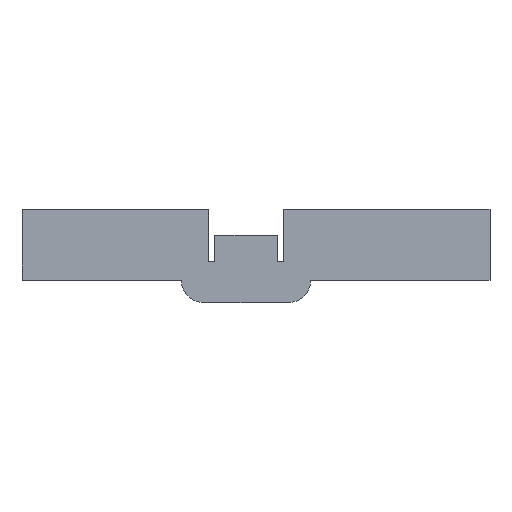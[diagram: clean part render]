
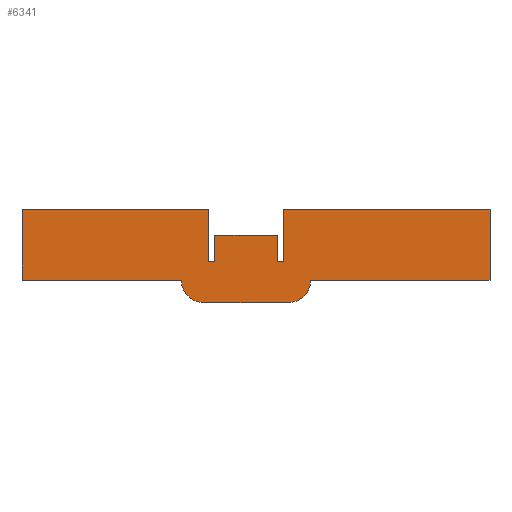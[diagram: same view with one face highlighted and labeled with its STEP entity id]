
A CAD part, front view. The second image highlights one B-rep face of the part: STEP entity #6341.
In plain terms, the highlighted planar face has unit normal (0, -1, 0).
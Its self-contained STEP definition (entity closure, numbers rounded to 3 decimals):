
#32 = VERTEX_POINT('',#33);
#33 = CARTESIAN_POINT('',(-205.,-723.305,-17.196));
#39 = EDGE_CURVE('',#32,#40,#42,.T.);
#40 = VERTEX_POINT('',#41);
#41 = CARTESIAN_POINT('',(-269.,-723.305,
    -17.196));
#42 = LINE('',#43,#44);
#43 = CARTESIAN_POINT('',(-194.,-723.305,-17.196));
#44 = VECTOR('',#45,1.);
#45 = DIRECTION('',(-1.,-0.,-0.));
#103 = EDGE_CURVE('',#40,#104,#106,.T.);
#104 = VERTEX_POINT('',#105);
#105 = CARTESIAN_POINT('',(-269.,-723.305,
    11.195));
#106 = LINE('',#107,#108);
#107 = CARTESIAN_POINT('',(-269.,-723.305,
    -10.095));
#108 = VECTOR('',#109,1.);
#109 = DIRECTION('',(0.,0.,1.));
#509 = EDGE_CURVE('',#510,#104,#512,.T.);
#510 = VERTEX_POINT('',#511);
#511 = CARTESIAN_POINT('',(-194.,-723.305,
    11.195));
#512 = LINE('',#513,#514);
#513 = CARTESIAN_POINT('',(-194.,-723.305,11.195));
#514 = VECTOR('',#515,1.);
#515 = DIRECTION('',(-1.,-0.,-0.));
#572 = EDGE_CURVE('',#510,#573,#575,.T.);
#573 = VERTEX_POINT('',#574);
#574 = CARTESIAN_POINT('',(-194.,-723.305,
    -9.696));
#575 = LINE('',#576,#577);
#576 = CARTESIAN_POINT('',(-194.,-723.305,
    -8.196));
#577 = VECTOR('',#578,1.);
#578 = DIRECTION('',(0.,0.,-1.));
#940 = EDGE_CURVE('',#573,#941,#943,.T.);
#941 = VERTEX_POINT('',#942);
#942 = CARTESIAN_POINT('',(-191.5,-723.305,
    -9.696));
#943 = LINE('',#944,#945);
#944 = CARTESIAN_POINT('',(-194.,-723.305,
    -9.696));
#945 = VECTOR('',#946,1.);
#946 = DIRECTION('',(1.,0.,0.));
#980 = EDGE_CURVE('',#941,#981,#983,.T.);
#981 = VERTEX_POINT('',#982);
#982 = CARTESIAN_POINT('',(-191.5,-723.305,
    0.804));
#983 = LINE('',#984,#985);
#984 = CARTESIAN_POINT('',(-191.5,-723.305,
    -8.196));
#985 = VECTOR('',#986,1.);
#986 = DIRECTION('',(0.,0.,1.));
#1003 = EDGE_CURVE('',#981,#1004,#1006,.T.);
#1004 = VERTEX_POINT('',#1005);
#1005 = CARTESIAN_POINT('',(-166.5,-723.305,
    0.804));
#1006 = LINE('',#1007,#1008);
#1007 = CARTESIAN_POINT('',(-191.5,-723.305,
    0.804));
#1008 = VECTOR('',#1009,1.);
#1009 = DIRECTION('',(1.,0.,0.));
#1033 = EDGE_CURVE('',#1004,#1034,#1036,.T.);
#1034 = VERTEX_POINT('',#1035);
#1035 = CARTESIAN_POINT('',(-166.5,-723.305,
    -9.696));
#1036 = LINE('',#1037,#1038);
#1037 = CARTESIAN_POINT('',(-166.5,-723.305,
    -8.196));
#1038 = VECTOR('',#1039,1.);
#1039 = DIRECTION('',(0.,0.,-1.));
#1064 = EDGE_CURVE('',#1034,#1065,#1067,.T.);
#1065 = VERTEX_POINT('',#1066);
#1066 = CARTESIAN_POINT('',(-164.,-723.305,
    -9.696));
#1067 = LINE('',#1068,#1069);
#1068 = CARTESIAN_POINT('',(-194.,-723.305,
    -9.696));
#1069 = VECTOR('',#1070,1.);
#1070 = DIRECTION('',(1.,0.,0.));
#1095 = EDGE_CURVE('',#1065,#1096,#1098,.T.);
#1096 = VERTEX_POINT('',#1097);
#1097 = CARTESIAN_POINT('',(-164.,-723.305,
    11.195));
#1098 = LINE('',#1099,#1100);
#1099 = CARTESIAN_POINT('',(-164.,-723.305,
    -8.196));
#1100 = VECTOR('',#1101,1.);
#1101 = DIRECTION('',(0.,0.,1.));
#1463 = EDGE_CURVE('',#1464,#1096,#1466,.T.);
#1464 = VERTEX_POINT('',#1465);
#1465 = CARTESIAN_POINT('',(-81.,-723.305,11.195));
#1466 = LINE('',#1467,#1468);
#1467 = CARTESIAN_POINT('',(-194.,-723.305,11.195));
#1468 = VECTOR('',#1469,1.);
#1469 = DIRECTION('',(-1.,-0.,-0.));
#1512 = EDGE_CURVE('',#1513,#1464,#1515,.T.);
#1513 = VERTEX_POINT('',#1514);
#1514 = CARTESIAN_POINT('',(-81.,-723.305,-17.196));
#1515 = LINE('',#1516,#1517);
#1516 = CARTESIAN_POINT('',(-81.,-723.305,-17.196));
#1517 = VECTOR('',#1518,1.);
#1518 = DIRECTION('',(0.,0.,1.));
#2208 = EDGE_CURVE('',#1513,#2209,#2211,.T.);
#2209 = VERTEX_POINT('',#2210);
#2210 = CARTESIAN_POINT('',(-153.,-723.305,-17.196));
#2211 = LINE('',#2212,#2213);
#2212 = CARTESIAN_POINT('',(-194.,-723.305,-17.196));
#2213 = VECTOR('',#2214,1.);
#2214 = DIRECTION('',(-1.,-0.,-0.));
#2623 = EDGE_CURVE('',#2624,#2209,#2626,.T.);
#2624 = VERTEX_POINT('',#2625);
#2625 = CARTESIAN_POINT('',(-162.,-723.305,-26.196));
#2626 = CIRCLE('',#2627,9.);
#2627 = AXIS2_PLACEMENT_3D('',#2628,#2629,#2630);
#2628 = CARTESIAN_POINT('',(-162.,-723.305,-17.196));
#2629 = DIRECTION('',(0.,-1.,0.));
#2630 = DIRECTION('',(1.,0.,0.));
#2657 = VERTEX_POINT('',#2658);
#2658 = CARTESIAN_POINT('',(-196.,-723.305,-26.196));
#2673 = EDGE_CURVE('',#2624,#2657,#2674,.T.);
#2674 = LINE('',#2675,#2676);
#2675 = CARTESIAN_POINT('',(-162.,-723.305,-26.196));
#2676 = VECTOR('',#2677,1.);
#2677 = DIRECTION('',(-1.,0.,0.));
#2687 = EDGE_CURVE('',#32,#2657,#2688,.T.);
#2688 = CIRCLE('',#2689,9.);
#2689 = AXIS2_PLACEMENT_3D('',#2690,#2691,#2692);
#2690 = CARTESIAN_POINT('',(-196.,-723.305,-17.196));
#2691 = DIRECTION('',(0.,-1.,0.));
#2692 = DIRECTION('',(1.,0.,0.));
#6341 = ADVANCED_FACE('',(#6342),#6360,.T.);
#6342 = FACE_BOUND('',#6343,.T.);
#6343 = EDGE_LOOP('',(#6344,#6345,#6346,#6347,#6348,#6349,#6350,#6351,
    #6352,#6353,#6354,#6355,#6356,#6357,#6358,#6359));
#6344 = ORIENTED_EDGE('',*,*,#2208,.F.);
#6345 = ORIENTED_EDGE('',*,*,#1512,.T.);
#6346 = ORIENTED_EDGE('',*,*,#1463,.T.);
#6347 = ORIENTED_EDGE('',*,*,#1095,.F.);
#6348 = ORIENTED_EDGE('',*,*,#1064,.F.);
#6349 = ORIENTED_EDGE('',*,*,#1033,.F.);
#6350 = ORIENTED_EDGE('',*,*,#1003,.F.);
#6351 = ORIENTED_EDGE('',*,*,#980,.F.);
#6352 = ORIENTED_EDGE('',*,*,#940,.F.);
#6353 = ORIENTED_EDGE('',*,*,#572,.F.);
#6354 = ORIENTED_EDGE('',*,*,#509,.T.);
#6355 = ORIENTED_EDGE('',*,*,#103,.F.);
#6356 = ORIENTED_EDGE('',*,*,#39,.F.);
#6357 = ORIENTED_EDGE('',*,*,#2687,.T.);
#6358 = ORIENTED_EDGE('',*,*,#2673,.F.);
#6359 = ORIENTED_EDGE('',*,*,#2623,.T.);
#6360 = PLANE('',#6361);
#6361 = AXIS2_PLACEMENT_3D('',#6362,#6363,#6364);
#6362 = CARTESIAN_POINT('',(-175.576,-723.305,
    -4.665));
#6363 = DIRECTION('',(-0.,-1.,0.));
#6364 = DIRECTION('',(0.,0.,-1.));
